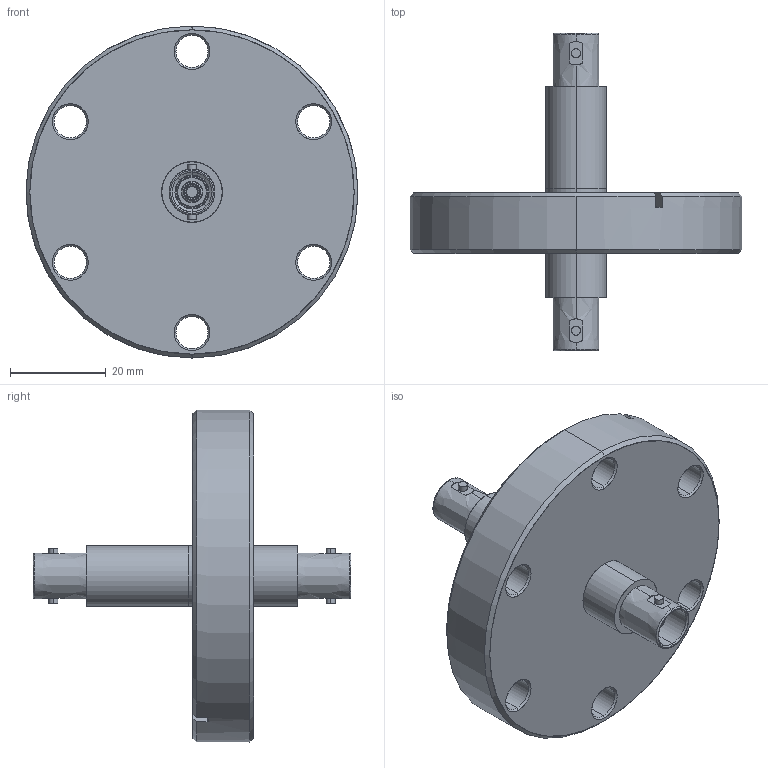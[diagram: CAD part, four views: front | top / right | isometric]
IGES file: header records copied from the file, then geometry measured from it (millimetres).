
Start section: SolidWorks IGES file using analytic representation for surfaces
Global section: file name: 18604-03-CF.IGS; native system: SolidWorks 2018; preprocessor: SolidWorks 2018; author: lee sanders; date: 181219.111228; units: inch
Bounding box: 69.34 x 66.4 x 69.34 mm (x, y, z)
Surface area: 18943.3 mm2 (no closed solid volume)
Topology: 0 solids, 0 shells, 275 faces, 3595 edges, 3593 vertices
Faces by surface type: revolution 165, bspline 110
